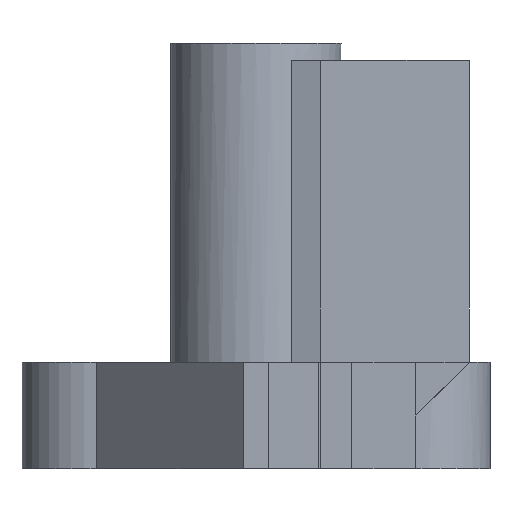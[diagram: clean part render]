
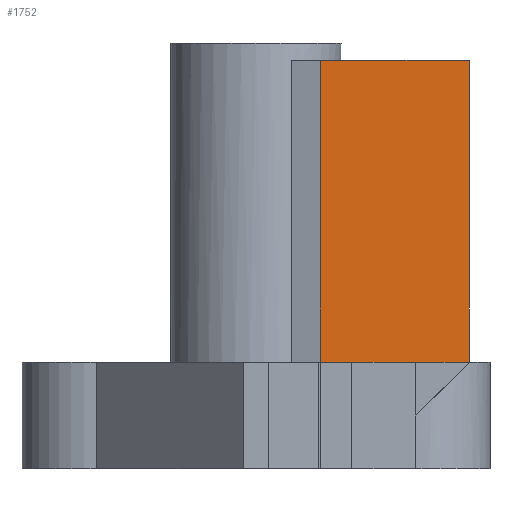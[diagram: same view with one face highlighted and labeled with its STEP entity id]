
A CAD part, left-side view. The second image highlights one B-rep face of the part: STEP entity #1752.
In plain terms, the highlighted planar face has unit normal (-1, 0, 0).
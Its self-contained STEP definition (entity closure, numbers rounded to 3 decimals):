
#1352 = VERTEX_POINT('',#1353);
#1353 = CARTESIAN_POINT('',(-2.75,-4.25,19.2));
#1359 = EDGE_CURVE('',#1360,#1352,#1362,.T.);
#1360 = VERTEX_POINT('',#1361);
#1361 = CARTESIAN_POINT('',(-2.75,-4.25,5.01));
#1362 = LINE('',#1363,#1364);
#1363 = CARTESIAN_POINT('',(-2.75,-4.25,5.01));
#1364 = VECTOR('',#1365,1.);
#1365 = DIRECTION('',(0.,0.,1.));
#1446 = VERTEX_POINT('',#1447);
#1447 = CARTESIAN_POINT('',(-2.75,-11.25,5.01));
#1666 = EDGE_CURVE('',#1352,#1667,#1669,.T.);
#1667 = VERTEX_POINT('',#1668);
#1668 = CARTESIAN_POINT('',(-2.75,-11.25,19.2));
#1669 = LINE('',#1670,#1671);
#1670 = CARTESIAN_POINT('',(-2.75,-4.25,19.2));
#1671 = VECTOR('',#1672,1.);
#1672 = DIRECTION('',(0.,-1.,0.));
#1752 = ADVANCED_FACE('',(#1753),#1785,.T.);
#1753 = FACE_BOUND('',#1754,.T.);
#1754 = EDGE_LOOP('',(#1755,#1763,#1771,#1777,#1783,#1784));
#1755 = ORIENTED_EDGE('',*,*,#1756,.T.);
#1756 = EDGE_CURVE('',#1360,#1757,#1759,.T.);
#1757 = VERTEX_POINT('',#1758);
#1758 = CARTESIAN_POINT('',(-2.75,-5.719,5.01));
#1759 = LINE('',#1760,#1761);
#1760 = CARTESIAN_POINT('',(-2.75,-4.25,5.01));
#1761 = VECTOR('',#1762,1.);
#1762 = DIRECTION('',(0.,-1.,0.));
#1763 = ORIENTED_EDGE('',*,*,#1764,.F.);
#1764 = EDGE_CURVE('',#1765,#1757,#1767,.T.);
#1765 = VERTEX_POINT('',#1766);
#1766 = CARTESIAN_POINT('',(-2.75,-8.719,5.01));
#1767 = LINE('',#1768,#1769);
#1768 = CARTESIAN_POINT('',(-2.75,-8.719,5.01));
#1769 = VECTOR('',#1770,1.);
#1770 = DIRECTION('',(0.,1.,0.));
#1771 = ORIENTED_EDGE('',*,*,#1772,.T.);
#1772 = EDGE_CURVE('',#1765,#1446,#1773,.T.);
#1773 = LINE('',#1774,#1775);
#1774 = CARTESIAN_POINT('',(-2.75,-4.25,5.01));
#1775 = VECTOR('',#1776,1.);
#1776 = DIRECTION('',(0.,-1.,0.));
#1777 = ORIENTED_EDGE('',*,*,#1778,.T.);
#1778 = EDGE_CURVE('',#1446,#1667,#1779,.T.);
#1779 = LINE('',#1780,#1781);
#1780 = CARTESIAN_POINT('',(-2.75,-11.25,5.01));
#1781 = VECTOR('',#1782,1.);
#1782 = DIRECTION('',(0.,0.,1.));
#1783 = ORIENTED_EDGE('',*,*,#1666,.F.);
#1784 = ORIENTED_EDGE('',*,*,#1359,.F.);
#1785 = PLANE('',#1786);
#1786 = AXIS2_PLACEMENT_3D('',#1787,#1788,#1789);
#1787 = CARTESIAN_POINT('',(-2.75,-4.25,5.01));
#1788 = DIRECTION('',(-1.,0.,0.));
#1789 = DIRECTION('',(0.,0.,1.));
